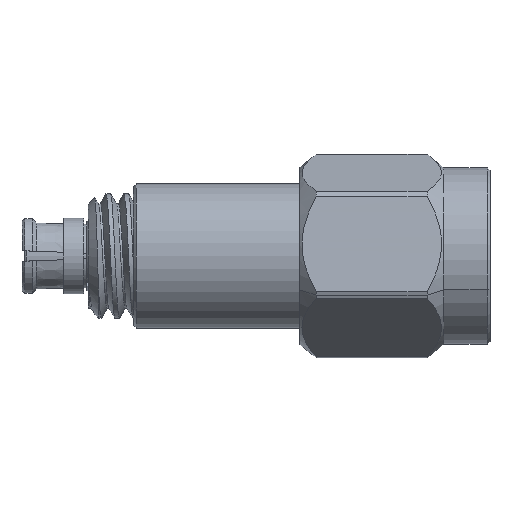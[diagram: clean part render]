
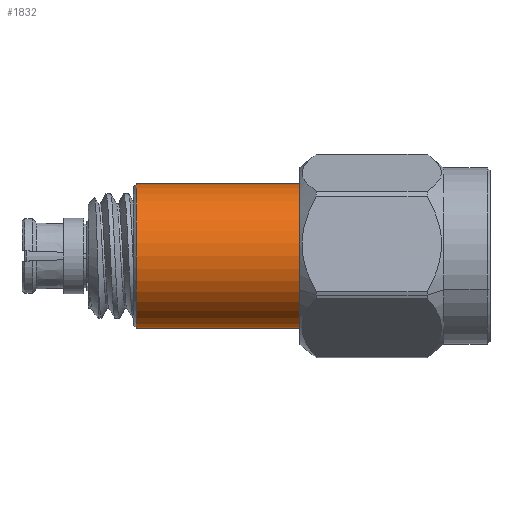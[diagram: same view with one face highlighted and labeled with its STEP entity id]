
A CAD part, front view. The second image highlights one B-rep face of the part: STEP entity #1832.
In plain terms, the highlighted cylindrical face has radius 3.175 mm (diameter 6.35 mm), a partial arc.
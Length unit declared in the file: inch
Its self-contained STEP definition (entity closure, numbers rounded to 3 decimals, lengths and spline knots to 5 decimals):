
#73 = VERTEX_POINT ( 'NONE', #3469 ) ;
#105 = EDGE_CURVE ( 'NONE', #3005, #5482, #2129, .T. ) ;
#127 = CIRCLE ( 'NONE', #5486, 0.125 ) ;
#419 = LINE ( 'NONE', #9136, #5272 ) ;
#695 = AXIS2_PLACEMENT_3D ( 'NONE', #4434, #7450, #5101 ) ;
#885 = VERTEX_POINT ( 'NONE', #4414 ) ;
#1023 = DIRECTION ( 'NONE',  ( -1., 0., 0. ) ) ;
#1092 = DIRECTION ( 'NONE',  ( -1., 0., 0. ) ) ;
#1373 = DIRECTION ( 'NONE',  ( 1., 0., 0. ) ) ;
#1693 = CYLINDRICAL_SURFACE ( 'NONE', #7261, 0.125 ) ;
#1739 = CARTESIAN_POINT ( 'NONE',  ( 0.11449, 0., 0. ) ) ;
#1832 = ADVANCED_FACE ( 'NONE', ( #8919 ), #1693, .T. ) ;
#2129 = LINE ( 'NONE', #3516, #9284 ) ;
#2491 = ORIENTED_EDGE ( 'NONE', *, *, #5145, .T. ) ;
#2835 = EDGE_LOOP ( 'NONE', ( #3339, #2491, #5931, #8857 ) ) ;
#3005 = VERTEX_POINT ( 'NONE', #8704 ) ;
#3193 = EDGE_CURVE ( 'NONE', #885, #5482, #127, .T. ) ;
#3339 = ORIENTED_EDGE ( 'NONE', *, *, #105, .F. ) ;
#3469 = CARTESIAN_POINT ( 'NONE',  ( 0.58102, 0., 0.125 ) ) ;
#3516 = CARTESIAN_POINT ( 'NONE',  ( 0.11449, 0., -0.125 ) ) ;
#3947 = DIRECTION ( 'NONE',  ( 0., 0., 1. ) ) ;
#4414 = CARTESIAN_POINT ( 'NONE',  ( 0.19804, 0., 0.125 ) ) ;
#4434 = CARTESIAN_POINT ( 'NONE',  ( 0.58102, 0., 0. ) ) ;
#4523 = CIRCLE ( 'NONE', #695, 0.125 ) ;
#4712 = EDGE_CURVE ( 'NONE', #73, #885, #419, .T. ) ;
#5014 = DIRECTION ( 'NONE',  ( 0., 0., -1. ) ) ;
#5101 = DIRECTION ( 'NONE',  ( 0., -1., 0. ) ) ;
#5145 = EDGE_CURVE ( 'NONE', #3005, #73, #4523, .T. ) ;
#5272 = VECTOR ( 'NONE', #1092, 39.37008 ) ;
#5482 = VERTEX_POINT ( 'NONE', #9264 ) ;
#5486 = AXIS2_PLACEMENT_3D ( 'NONE', #8602, #1373, #5014 ) ;
#5931 = ORIENTED_EDGE ( 'NONE', *, *, #4712, .T. ) ;
#6425 = DIRECTION ( 'NONE',  ( -1., 0., 0. ) ) ;
#7261 = AXIS2_PLACEMENT_3D ( 'NONE', #1739, #1023, #3947 ) ;
#7450 = DIRECTION ( 'NONE',  ( -1., 0., 0. ) ) ;
#8602 = CARTESIAN_POINT ( 'NONE',  ( 0.19804, 0., 0. ) ) ;
#8704 = CARTESIAN_POINT ( 'NONE',  ( 0.58102, 0., -0.125 ) ) ;
#8857 = ORIENTED_EDGE ( 'NONE', *, *, #3193, .T. ) ;
#8919 = FACE_OUTER_BOUND ( 'NONE', #2835, .T. ) ;
#9136 = CARTESIAN_POINT ( 'NONE',  ( 0.11449, 0., 0.125 ) ) ;
#9264 = CARTESIAN_POINT ( 'NONE',  ( 0.19804, 0., -0.125 ) ) ;
#9284 = VECTOR ( 'NONE', #6425, 39.37008 ) ;
